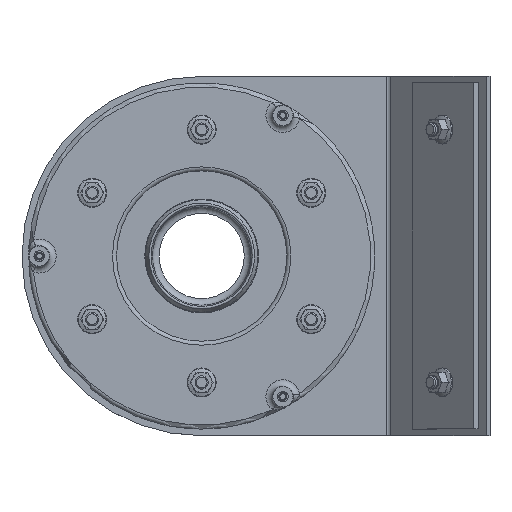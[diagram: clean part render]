
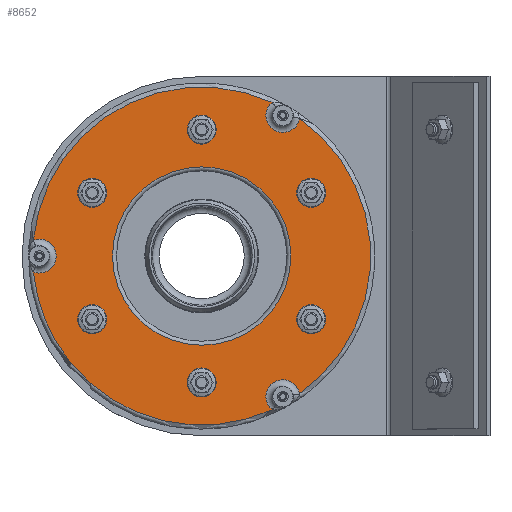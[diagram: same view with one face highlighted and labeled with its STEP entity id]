
A CAD part, top view. The second image highlights one B-rep face of the part: STEP entity #8652.
In plain terms, the highlighted planar face has unit normal (0, 0, 1).
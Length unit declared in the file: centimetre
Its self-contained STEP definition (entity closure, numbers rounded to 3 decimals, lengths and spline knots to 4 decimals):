
#255=FACE_BOUND('',#1633,.T.);
#256=FACE_BOUND('',#1634,.T.);
#257=FACE_BOUND('',#1635,.T.);
#258=FACE_BOUND('',#1636,.T.);
#259=FACE_BOUND('',#1637,.T.);
#260=FACE_BOUND('',#1638,.T.);
#261=FACE_BOUND('',#1639,.T.);
#453=PLANE('',#9730);
#1002=FACE_OUTER_BOUND('',#1632,.T.);
#1632=EDGE_LOOP('',(#7244,#7245,#7246,#7247,#7248,#7249,#7250));
#1633=EDGE_LOOP('',(#7251));
#1634=EDGE_LOOP('',(#7252));
#1635=EDGE_LOOP('',(#7253));
#1636=EDGE_LOOP('',(#7254));
#1637=EDGE_LOOP('',(#7255));
#1638=EDGE_LOOP('',(#7256));
#1639=EDGE_LOOP('',(#7257));
#3184=CIRCLE('',#9680,8.5);
#3190=CIRCLE('',#9689,8.5);
#3196=CIRCLE('',#9698,8.5);
#3202=CIRCLE('',#9707,8.5);
#3208=CIRCLE('',#9716,8.5);
#3214=CIRCLE('',#9725,8.5);
#3217=CIRCLE('',#9731,12.7676);
#3218=CIRCLE('',#9732,127.);
#3219=CIRCLE('',#9733,127.);
#3220=CIRCLE('',#9734,12.7676);
#3221=CIRCLE('',#9735,127.);
#3222=CIRCLE('',#9736,12.7676);
#3223=CIRCLE('',#9737,127.);
#3224=CIRCLE('',#9738,67.);
#3906=VERTEX_POINT('',#15711);
#3911=VERTEX_POINT('',#15727);
#3916=VERTEX_POINT('',#15743);
#3921=VERTEX_POINT('',#15759);
#3926=VERTEX_POINT('',#15775);
#3931=VERTEX_POINT('',#15791);
#3934=VERTEX_POINT('',#15803);
#3935=VERTEX_POINT('',#15804);
#3936=VERTEX_POINT('',#15806);
#3937=VERTEX_POINT('',#15808);
#3938=VERTEX_POINT('',#15810);
#3939=VERTEX_POINT('',#15812);
#3940=VERTEX_POINT('',#15814);
#3941=VERTEX_POINT('',#15817);
#5010=EDGE_CURVE('',#3906,#3906,#3184,.T.);
#5018=EDGE_CURVE('',#3911,#3911,#3190,.T.);
#5026=EDGE_CURVE('',#3916,#3916,#3196,.T.);
#5034=EDGE_CURVE('',#3921,#3921,#3202,.T.);
#5042=EDGE_CURVE('',#3926,#3926,#3208,.T.);
#5050=EDGE_CURVE('',#3931,#3931,#3214,.T.);
#5055=EDGE_CURVE('',#3934,#3935,#3217,.T.);
#5056=EDGE_CURVE('',#3936,#3934,#3218,.T.);
#5057=EDGE_CURVE('',#3937,#3936,#3219,.T.);
#5058=EDGE_CURVE('',#3938,#3937,#3220,.T.);
#5059=EDGE_CURVE('',#3939,#3938,#3221,.T.);
#5060=EDGE_CURVE('',#3940,#3939,#3222,.T.);
#5061=EDGE_CURVE('',#3935,#3940,#3223,.T.);
#5062=EDGE_CURVE('',#3941,#3941,#3224,.T.);
#7244=ORIENTED_EDGE('',*,*,#5055,.F.);
#7245=ORIENTED_EDGE('',*,*,#5056,.F.);
#7246=ORIENTED_EDGE('',*,*,#5057,.F.);
#7247=ORIENTED_EDGE('',*,*,#5058,.F.);
#7248=ORIENTED_EDGE('',*,*,#5059,.F.);
#7249=ORIENTED_EDGE('',*,*,#5060,.F.);
#7250=ORIENTED_EDGE('',*,*,#5061,.F.);
#7251=ORIENTED_EDGE('',*,*,#5010,.F.);
#7252=ORIENTED_EDGE('',*,*,#5018,.F.);
#7253=ORIENTED_EDGE('',*,*,#5026,.F.);
#7254=ORIENTED_EDGE('',*,*,#5034,.F.);
#7255=ORIENTED_EDGE('',*,*,#5042,.F.);
#7256=ORIENTED_EDGE('',*,*,#5050,.F.);
#7257=ORIENTED_EDGE('',*,*,#5062,.T.);
#8652=ADVANCED_FACE('',(#1002,#255,#256,#257,#258,#259,#260,#261),#453,
 .T.);
#9680=AXIS2_PLACEMENT_3D('',#15713,#12079,#12080);
#9689=AXIS2_PLACEMENT_3D('',#15729,#12099,#12100);
#9698=AXIS2_PLACEMENT_3D('',#15745,#12119,#12120);
#9707=AXIS2_PLACEMENT_3D('',#15761,#12139,#12140);
#9716=AXIS2_PLACEMENT_3D('',#15777,#12159,#12160);
#9725=AXIS2_PLACEMENT_3D('',#15793,#12179,#12180);
#9730=AXIS2_PLACEMENT_3D('',#15802,#12191,#12192);
#9731=AXIS2_PLACEMENT_3D('',#15805,#12193,#12194);
#9732=AXIS2_PLACEMENT_3D('',#15807,#12195,#12196);
#9733=AXIS2_PLACEMENT_3D('',#15809,#12197,#12198);
#9734=AXIS2_PLACEMENT_3D('',#15811,#12199,#12200);
#9735=AXIS2_PLACEMENT_3D('',#15813,#12201,#12202);
#9736=AXIS2_PLACEMENT_3D('',#15815,#12203,#12204);
#9737=AXIS2_PLACEMENT_3D('',#15816,#12205,#12206);
#9738=AXIS2_PLACEMENT_3D('',#15818,#12207,#12208);
#12079=DIRECTION('center_axis',(0.,0.,
1.));
#12080=DIRECTION('ref_axis',(0.866,0.5,0.));
#12099=DIRECTION('center_axis',(0.,0.,
1.));
#12100=DIRECTION('ref_axis',(0.866,0.5,0.));
#12119=DIRECTION('center_axis',(0.,0.,
1.));
#12120=DIRECTION('ref_axis',(0.866,0.5,0.));
#12139=DIRECTION('center_axis',(0.,0.,
1.));
#12140=DIRECTION('ref_axis',(0.866,0.5,0.));
#12159=DIRECTION('center_axis',(0.,0.,
1.));
#12160=DIRECTION('ref_axis',(0.866,0.5,0.));
#12179=DIRECTION('center_axis',(0.,0.,
1.));
#12180=DIRECTION('ref_axis',(0.866,0.5,0.));
#12191=DIRECTION('center_axis',(0.,0.,
1.));
#12192=DIRECTION('ref_axis',(-0.866,-0.5,0.));
#12193=DIRECTION('center_axis',(0.,0.,
1.));
#12194=DIRECTION('ref_axis',(1.,0.,0.));
#12195=DIRECTION('center_axis',(0.,0.,
-1.));
#12196=DIRECTION('ref_axis',(0.5,-0.866,0.));
#12197=DIRECTION('center_axis',(0.,0.,
-1.));
#12198=DIRECTION('ref_axis',(0.5,-0.866,0.));
#12199=DIRECTION('center_axis',(0.,0.,
1.));
#12200=DIRECTION('ref_axis',(-0.5,0.866,0.));
#12201=DIRECTION('center_axis',(0.,0.,
-1.));
#12202=DIRECTION('ref_axis',(0.5,-0.866,0.));
#12203=DIRECTION('center_axis',(0.,0.,
1.));
#12204=DIRECTION('ref_axis',(-0.5,-0.866,0.));
#12205=DIRECTION('center_axis',(0.,0.,
-1.));
#12206=DIRECTION('ref_axis',(0.5,-0.866,0.));
#12207=DIRECTION('center_axis',(0.,0.,
-1.));
#12208=DIRECTION('ref_axis',(0.5,-0.866,0.));
#15711=CARTESIAN_POINT('',(494.4183,256.6126,-21.5586));
#15713=CARTESIAN_POINT('Origin',(498.6683,263.9738,-21.5586));
#15727=CARTESIAN_POINT('',(658.9631,271.3351,-21.5586));
#15729=CARTESIAN_POINT('Origin',(663.2131,263.9738,-21.5586));
#15743=CARTESIAN_POINT('',(589.4407,121.4738,-21.5586));
#15745=CARTESIAN_POINT('Origin',(580.9407,121.4738,-21.5586));
#15759=CARTESIAN_POINT('',(667.4631,176.3351,-21.5586));
#15761=CARTESIAN_POINT('Origin',(663.2131,168.9738,-21.5586));
#15775=CARTESIAN_POINT('',(572.4407,311.4738,-21.5586));
#15777=CARTESIAN_POINT('Origin',(580.9407,311.4738,-21.5586));
#15791=CARTESIAN_POINT('',(502.9183,161.6126,-21.5586));
#15793=CARTESIAN_POINT('Origin',(498.6683,168.9738,-21.5586));
#15802=CARTESIAN_POINT('Origin',(517.4407,326.4591,-21.5586));
#15803=CARTESIAN_POINT('',(454.5063,204.5011,-21.5586));
#15804=CARTESIAN_POINT('',(454.5063,228.4466,-21.5586));
#15805=CARTESIAN_POINT('Origin',(458.9407,216.4738,-21.5586));
#15806=CARTESIAN_POINT('',(470.9555,152.9738,-21.5586));
#15807=CARTESIAN_POINT('Origin',(580.9407,216.4738,-21.5586));
#15808=CARTESIAN_POINT('',(633.7892,100.9921,-21.5586));
#15809=CARTESIAN_POINT('Origin',(580.9407,216.4738,-21.5586));
#15810=CARTESIAN_POINT('',(654.5266,112.9648,-21.5586));
#15811=CARTESIAN_POINT('Origin',(641.9407,110.8187,-21.5586));
#15812=CARTESIAN_POINT('',(654.5266,319.9828,-21.5586));
#15813=CARTESIAN_POINT('Origin',(580.9407,216.4738,-21.5586));
#15814=CARTESIAN_POINT('',(633.7892,331.9556,-21.5586));
#15815=CARTESIAN_POINT('Origin',(641.9407,322.1289,-21.5586));
#15816=CARTESIAN_POINT('Origin',(580.9407,216.4738,-21.5586));
#15817=CARTESIAN_POINT('',(522.917,182.9738,-21.5586));
#15818=CARTESIAN_POINT('Origin',(580.9407,216.4738,-21.5586));
